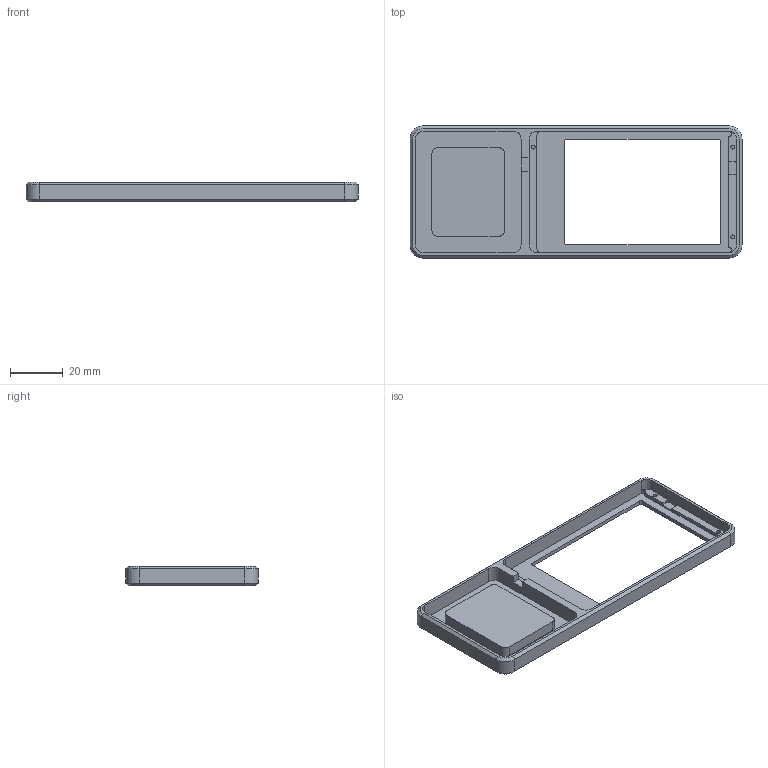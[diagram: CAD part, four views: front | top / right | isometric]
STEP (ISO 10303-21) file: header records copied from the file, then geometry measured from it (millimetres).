
FILE_DESCRIPTION (( 'STEP AP214' ), '1' );
FILE_NAME ('frame new step.STEP', '2023-08-08T10:16:47', ( '' ), ( '' ), 'SwSTEP 2.0', 'SolidWorks 2021', '' );
FILE_SCHEMA (( 'AUTOMOTIVE_DESIGN' ));
Length unit declared in the file: millimetre
Products named in the file (1): frame new step
Bounding box: 125.5 x 50 x 7.5 mm (x, y, z)
Volume: 11773.8 mm3; surface area: 13491.8 mm2
Topology: 1 solids, 1 shells, 106 faces, 268 edges, 170 vertices
Faces by surface type: plane 56, cylinder 38, cone 12
Entity records: 3210 total; most frequent: DIRECTION 570, CARTESIAN_POINT 545, ORIENTED_EDGE 536, EDGE_CURVE 268, AXIS2_PLACEMENT_3D 195, VECTOR 180, LINE 180, VERTEX_POINT 170
